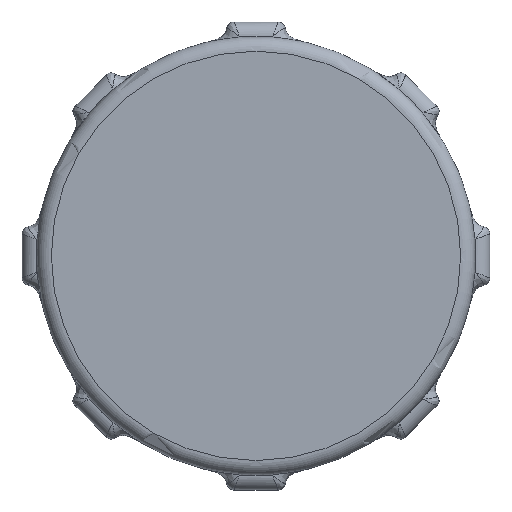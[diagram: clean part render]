
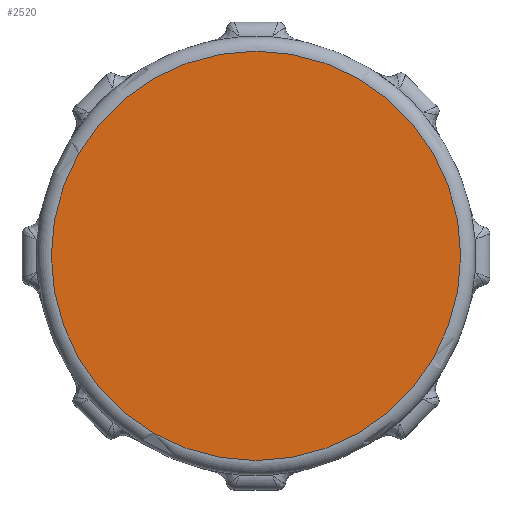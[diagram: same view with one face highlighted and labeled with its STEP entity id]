
A CAD part, top view. The second image highlights one B-rep face of the part: STEP entity #2520.
In plain terms, the highlighted planar face has unit normal (0, 0, 1).
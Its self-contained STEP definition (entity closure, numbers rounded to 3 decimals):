
#73=PLANE('',#2716);
#310=FACE_OUTER_BOUND('',#486,.T.);
#486=EDGE_LOOP('',(#2230));
#578=CIRCLE('',#2714,14.);
#1171=VERTEX_POINT('',#8166);
#1536=EDGE_CURVE('',#1171,#1171,#578,.T.);
#2230=ORIENTED_EDGE('',*,*,#1536,.F.);
#2520=ADVANCED_FACE('',(#310),#73,.T.);
#2714=AXIS2_PLACEMENT_3D('',#8167,#3174,#3175);
#2716=AXIS2_PLACEMENT_3D('',#8169,#3178,#3179);
#3174=DIRECTION('center_axis',(0.,0.,-1.));
#3175=DIRECTION('ref_axis',(-0.707,-0.707,0.));
#3178=DIRECTION('center_axis',(0.,0.,1.));
#3179=DIRECTION('ref_axis',(-0.707,-0.707,0.));
#8166=CARTESIAN_POINT('',(-14.,0.,10.25));
#8167=CARTESIAN_POINT('Origin',(0.,0.,10.25));
#8169=CARTESIAN_POINT('Origin',(0.,0.,10.25));
